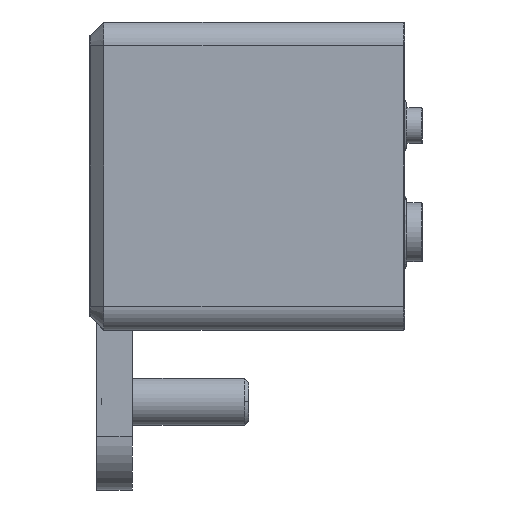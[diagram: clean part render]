
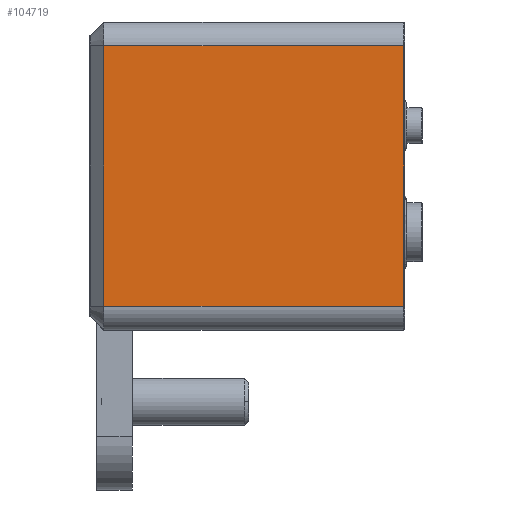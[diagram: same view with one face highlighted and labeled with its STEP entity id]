
A CAD part, left-side view. The second image highlights one B-rep face of the part: STEP entity #104719.
In plain terms, the highlighted planar face has unit normal (-1, 0, 0).
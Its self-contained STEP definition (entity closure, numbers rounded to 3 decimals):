
#5317 = EDGE_CURVE ( 'NONE', #130395, #136409, #85656, .T. ) ;
#6678 = CARTESIAN_POINT ( 'NONE',  ( -115., 50.8, -4. ) ) ;
#8556 = LINE ( 'NONE', #60384, #35379 ) ;
#11762 = AXIS2_PLACEMENT_3D ( 'NONE', #20512, #18658, #93958 ) ;
#17436 = CARTESIAN_POINT ( 'NONE',  ( -115., 0.2, -48. ) ) ;
#18658 = DIRECTION ( 'NONE',  ( 1., 0., 0. ) ) ;
#20512 = CARTESIAN_POINT ( 'NONE',  ( -115., 24., 0. ) ) ;
#24138 = VERTEX_POINT ( 'NONE', #6678 ) ;
#24169 = LINE ( 'NONE', #110636, #103380 ) ;
#24504 = DIRECTION ( 'NONE',  ( 0., 0., -1. ) ) ;
#26399 = ORIENTED_EDGE ( 'NONE', *, *, #5317, .F. ) ;
#35379 = VECTOR ( 'NONE', #81983, 1000. ) ;
#40776 = FACE_OUTER_BOUND ( 'NONE', #106426, .T. ) ;
#42269 = VECTOR ( 'NONE', #61888, 1000. ) ;
#44060 = EDGE_CURVE ( 'NONE', #24138, #130395, #24169, .T. ) ;
#51345 = ORIENTED_EDGE ( 'NONE', *, *, #44060, .F. ) ;
#51525 = PLANE ( 'NONE',  #11762 ) ;
#54262 = VERTEX_POINT ( 'NONE', #112965 ) ;
#56455 = CARTESIAN_POINT ( 'NONE',  ( -115., 0.2, 0. ) ) ;
#60384 = CARTESIAN_POINT ( 'NONE',  ( -115., 50.8, 0. ) ) ;
#61888 = DIRECTION ( 'NONE',  ( 0., 1., 0. ) ) ;
#63286 = EDGE_CURVE ( 'NONE', #54262, #24138, #8556, .T. ) ;
#64681 = EDGE_CURVE ( 'NONE', #136409, #54262, #80997, .T. ) ;
#66934 = ORIENTED_EDGE ( 'NONE', *, *, #63286, .F. ) ;
#73575 = CARTESIAN_POINT ( 'NONE',  ( -115., 24., -48. ) ) ;
#79382 = DIRECTION ( 'NONE',  ( 0., -1., 0. ) ) ;
#80997 = LINE ( 'NONE', #73575, #42269 ) ;
#81983 = DIRECTION ( 'NONE',  ( 0., 0., 1. ) ) ;
#85656 = LINE ( 'NONE', #56455, #116091 ) ;
#93958 = DIRECTION ( 'NONE',  ( 0., 0., -1. ) ) ;
#97856 = ORIENTED_EDGE ( 'NONE', *, *, #64681, .F. ) ;
#103380 = VECTOR ( 'NONE', #79382, 1000. ) ;
#104719 = ADVANCED_FACE ( 'NONE', ( #40776 ), #51525, .F. ) ;
#106426 = EDGE_LOOP ( 'NONE', ( #26399, #51345, #66934, #97856 ) ) ;
#110636 = CARTESIAN_POINT ( 'NONE',  ( -115., 24., -4. ) ) ;
#112965 = CARTESIAN_POINT ( 'NONE',  ( -115., 50.8, -48. ) ) ;
#116091 = VECTOR ( 'NONE', #24504, 1000. ) ;
#127938 = CARTESIAN_POINT ( 'NONE',  ( -115., 0.2, -4. ) ) ;
#130395 = VERTEX_POINT ( 'NONE', #127938 ) ;
#136409 = VERTEX_POINT ( 'NONE', #17436 ) ;
